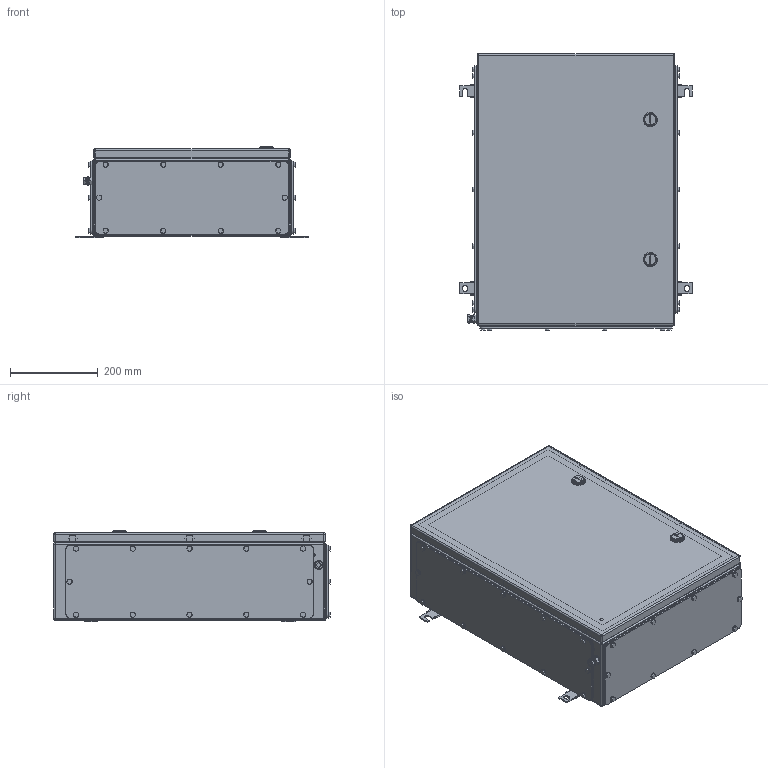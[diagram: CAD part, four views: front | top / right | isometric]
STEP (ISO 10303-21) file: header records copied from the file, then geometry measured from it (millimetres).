
FILE_DESCRIPTION(('CATIA V5 STEP Exchange','CAx-IF Rec.Pracs.--- Model Styling and Organization---1.4--- 2014-01-23'),'2;1');
FILE_NAME ('008847-7_3_1200750000_1200750000.stp','2019-09-23T09:18:27+00:00',('none'),('Weidmueller'),'CATIA Version 5-6 Release 2016 SP3 HF44','CATIA V5 STEP AP214','none');
FILE_SCHEMA(('AUTOMOTIVE_DESIGN { 1 0 10303 214 1 1 1 1 }'));
Products named in the file (1): ZUB_KTB_QL_624520_3GP
Bounding box: 531 x 631 x 209.8 mm (x, y, z)
Volume: 2549079.6 mm3; surface area: 2643031.1 mm2
Topology: 127 solids, 129 shells, 2507 faces, 5744 edges, 3616 vertices
Faces by surface type: cylinder 1136, plane 1073, cone 244, sphere 24, torus 22, bspline 8
Entity records: 68147 total; most frequent: CARTESIAN_POINT 15014, ORIENTED_EDGE 11272, DIRECTION 8921, EDGE_CURVE 5636, AXIS2_PLACEMENT_3D 3938, VERTEX_POINT 3616, VECTOR 3124, LINE 3124
